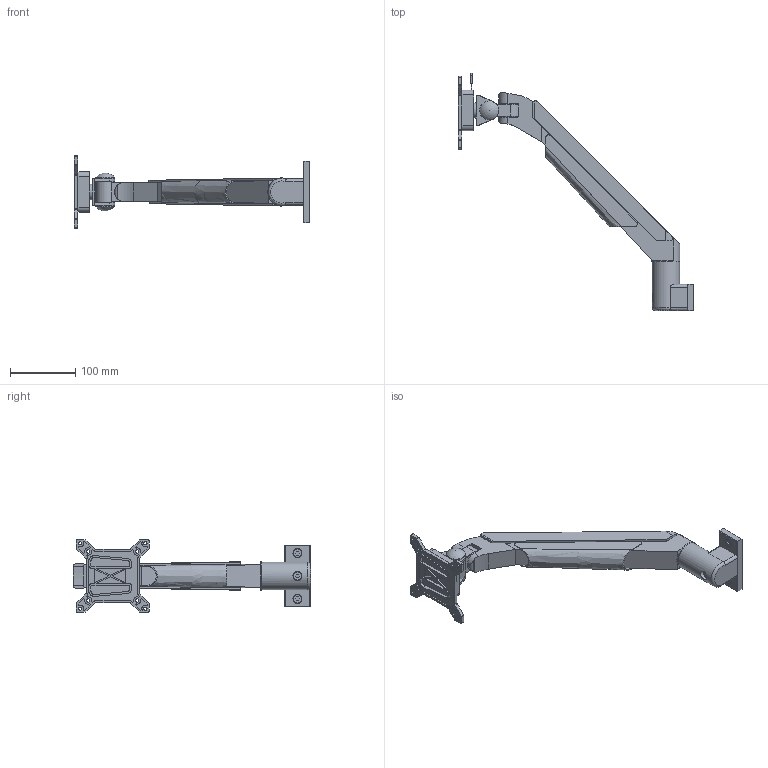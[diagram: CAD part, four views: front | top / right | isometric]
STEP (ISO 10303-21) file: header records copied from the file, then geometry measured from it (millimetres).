
FILE_DESCRIPTION(('FreeCAD Model'),'2;1');
FILE_NAME('Open CASCADE Shape Model','2026-03-31T09:16:44',(''),(''), 'Open CASCADE STEP processor 7.6','FreeCAD','Unknown');
FILE_SCHEMA(('AUTOMOTIVE_DESIGN { 1 0 10303 214 1 1 1 1 }'));
Length unit declared in the file: millimetre
Products named in the file (13): STI8-BA005; STI8-BA006; STI8-BA007; STI8-BA008; STI8-BA009; STI8-BA010; STI8-BA4
Assembly tree (6 placements, depth 2):
  STI8-BA005
  STI8-BA006
  STI8-BA007
  STI8-BA008
  STI8-BA009
Bounding box: 360.45 x 363.2 x 111.6 mm (x, y, z)
Volume: 1730066.9 mm3; surface area: 340559.3 mm2
Topology: 12 solids, 14 shells, 802 faces, 2070 edges, 1354 vertices
Faces by surface type: plane 486, cylinder 266, cone 24, torus 18, bspline 4, sphere 4
Full cylindrical faces by diameter (mm): 5 x16, 6.647 x2, 8.4 x2, 9 x4, 13.8 x12, 24 x4, 26 x2, 28 x12, 28.93 x2, 42 x2, 43 x2
Entity records: 25049 total; most frequent: CARTESIAN_POINT 4879, ORIENTED_EDGE 4128, DIRECTION 4116, EDGE_CURVE 2064, AXIS2_PLACEMENT_3D 1397, VERTEX_POINT 1354, LINE 1322, VECTOR 1322
